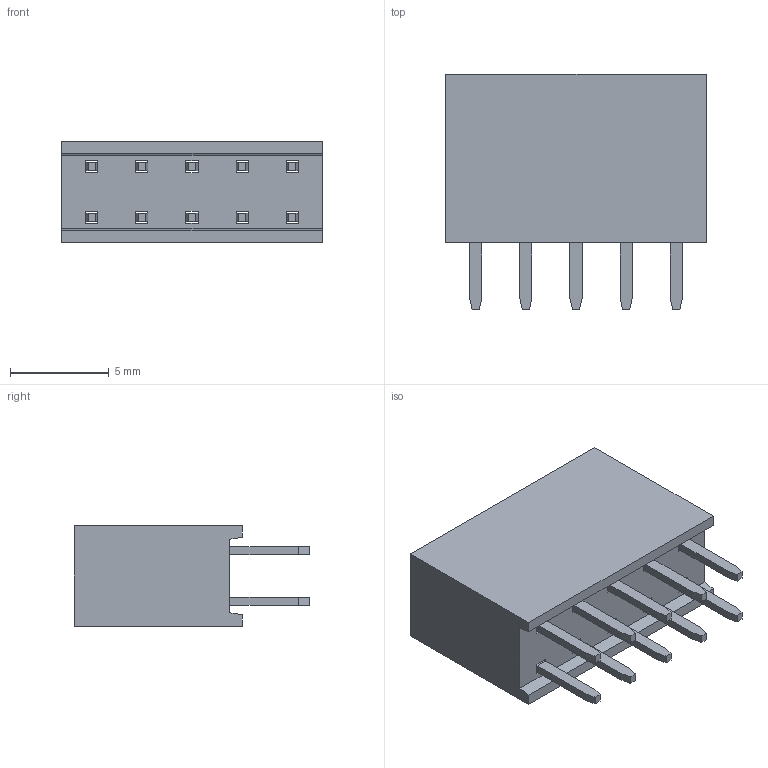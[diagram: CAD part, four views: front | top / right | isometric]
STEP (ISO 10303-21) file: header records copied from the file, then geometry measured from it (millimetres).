
FILE_DESCRIPTION (( 'STEP AP214' ), '1' );
FILE_NAME ('PPTC052LFBN-RC.STEP', '2022-06-27T17:47:38', ( '' ), ( '' ), 'SwSTEP 2.0', 'SolidWorks 2017', '' );
FILE_SCHEMA (( 'AUTOMOTIVE_DESIGN' ));
Length unit declared in the file: inch
Products named in the file (3): 2 row tin body_05; PPTC052LFBN-RC; 2 row tin pins
Assembly tree (6 placements, depth 2):
  PPTC052LFBN-RC
    2 row tin body_05
    2 row tin pins  x5
Bounding box: 13.21 x 11.91 x 5.08 mm (x, y, z)
Volume: 527 mm3; surface area: 868.1 mm2
Topology: 21 solids, 21 shells, 300 faces, 734 edges, 476 vertices
Faces by surface type: plane 240, cylinder 60
Entity records: 4023 total; most frequent: CARTESIAN_POINT 671, ORIENTED_EDGE 652, DIRECTION 632, EDGE_CURVE 326, LINE 302, VECTOR 302, VERTEX_POINT 204, AXIS2_PLACEMENT_3D 165
